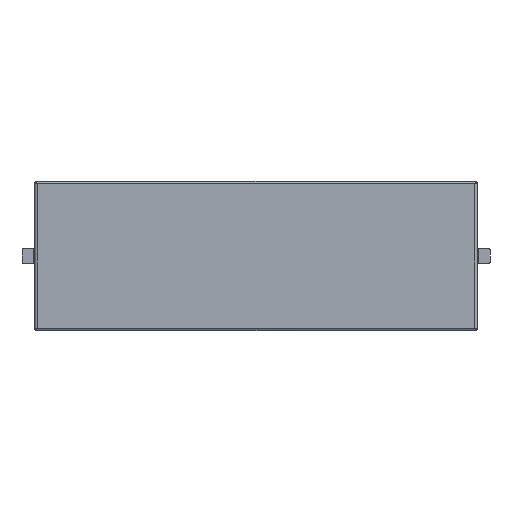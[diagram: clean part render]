
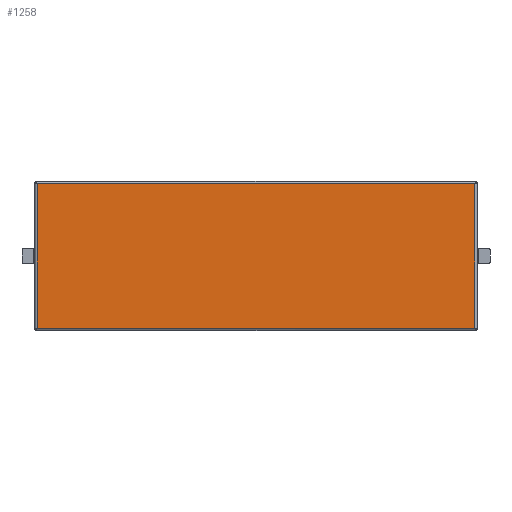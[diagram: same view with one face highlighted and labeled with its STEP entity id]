
A CAD part, top view. The second image highlights one B-rep face of the part: STEP entity #1258.
In plain terms, the highlighted planar face has unit normal (0, 0, 1).
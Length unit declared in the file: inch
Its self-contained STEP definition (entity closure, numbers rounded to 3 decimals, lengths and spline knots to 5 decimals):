
#6 = LINE ( 'NONE', #2886, #793 ) ;
#28 = EDGE_CURVE ( 'NONE', #3611, #2258, #6, .T. ) ;
#35 = VERTEX_POINT ( 'NONE', #1334 ) ;
#92 = LINE ( 'NONE', #402, #2644 ) ;
#117 = ORIENTED_EDGE ( 'NONE', *, *, #3964, .T. ) ;
#331 = CARTESIAN_POINT ( 'NONE',  ( -11.755, 3.88, 1. ) ) ;
#402 = CARTESIAN_POINT ( 'NONE',  ( 0., -3.88, 1. ) ) ;
#548 = ORIENTED_EDGE ( 'NONE', *, *, #28, .T. ) ;
#555 = DIRECTION ( 'NONE',  ( 1., 0., 0. ) ) ;
#558 = CARTESIAN_POINT ( 'NONE',  ( 11.755, -3.88, 1. ) ) ;
#793 = VECTOR ( 'NONE', #1011, 39.37008 ) ;
#837 = VECTOR ( 'NONE', #3883, 39.37008 ) ;
#841 = CARTESIAN_POINT ( 'NONE',  ( 0., 3.88, 1. ) ) ;
#944 = EDGE_CURVE ( 'NONE', #2941, #35, #2378, .T. ) ;
#1011 = DIRECTION ( 'NONE',  ( 0., -1., 0. ) ) ;
#1160 = DIRECTION ( 'NONE',  ( 0., 0., 1. ) ) ;
#1258 = ADVANCED_FACE ( 'NONE', ( #1458 ), #2701, .T. ) ;
#1334 = CARTESIAN_POINT ( 'NONE',  ( 11.755, 3.88, 1. ) ) ;
#1396 = AXIS2_PLACEMENT_3D ( 'NONE', #3938, #1160, #555 ) ;
#1458 = FACE_OUTER_BOUND ( 'NONE', #2861, .T. ) ;
#1538 = CARTESIAN_POINT ( 'NONE',  ( -11.755, -3.88, 1. ) ) ;
#1647 = DIRECTION ( 'NONE',  ( 1., 0., 0. ) ) ;
#1648 = EDGE_CURVE ( 'NONE', #2258, #2941, #92, .T. ) ;
#2258 = VERTEX_POINT ( 'NONE', #1538 ) ;
#2378 = LINE ( 'NONE', #3620, #3358 ) ;
#2392 = ORIENTED_EDGE ( 'NONE', *, *, #1648, .T. ) ;
#2473 = ORIENTED_EDGE ( 'NONE', *, *, #944, .T. ) ;
#2644 = VECTOR ( 'NONE', #1647, 39.37008 ) ;
#2701 = PLANE ( 'NONE',  #1396 ) ;
#2861 = EDGE_LOOP ( 'NONE', ( #117, #548, #2392, #2473 ) ) ;
#2886 = CARTESIAN_POINT ( 'NONE',  ( -11.755, 0., 1. ) ) ;
#2941 = VERTEX_POINT ( 'NONE', #558 ) ;
#2953 = LINE ( 'NONE', #841, #837 ) ;
#3358 = VECTOR ( 'NONE', #3714, 39.37008 ) ;
#3611 = VERTEX_POINT ( 'NONE', #331 ) ;
#3620 = CARTESIAN_POINT ( 'NONE',  ( 11.755, 0., 1. ) ) ;
#3714 = DIRECTION ( 'NONE',  ( 0., 1., 0. ) ) ;
#3883 = DIRECTION ( 'NONE',  ( -1., 0., 0. ) ) ;
#3938 = CARTESIAN_POINT ( 'NONE',  ( 0., 0., 1. ) ) ;
#3964 = EDGE_CURVE ( 'NONE', #35, #3611, #2953, .T. ) ;
